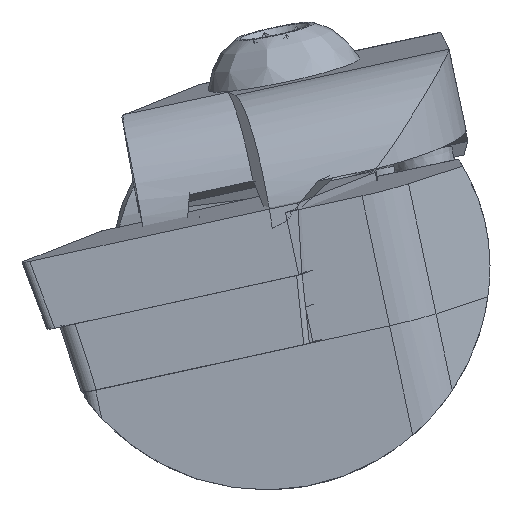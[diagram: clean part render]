
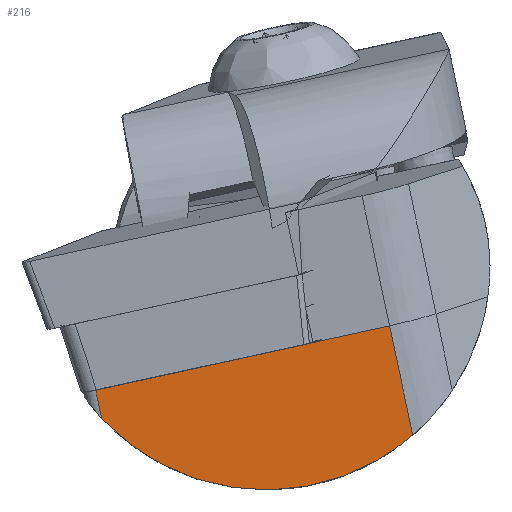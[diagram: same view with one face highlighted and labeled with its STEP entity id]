
A CAD part, left-side view. The second image highlights one B-rep face of the part: STEP entity #216.
In plain terms, the highlighted planar face has unit normal (-0.993, -0.073, -0.091).
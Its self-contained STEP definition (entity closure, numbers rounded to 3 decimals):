
#216=ADVANCED_FACE('',(#360),#305,.F.);
#305=PLANE('',#1765);
#360=FACE_OUTER_BOUND('',#443,.T.);
#443=EDGE_LOOP('',(#643,#644,#645,#646,#647,#648));
#573=ELLIPSE('',#1764,15.405,15.3);
#643=ORIENTED_EDGE('',*,*,#1277,.F.);
#644=ORIENTED_EDGE('',*,*,#1252,.T.);
#645=ORIENTED_EDGE('',*,*,#1278,.T.);
#646=ORIENTED_EDGE('',*,*,#1279,.T.);
#647=ORIENTED_EDGE('',*,*,#1280,.T.);
#648=ORIENTED_EDGE('',*,*,#1275,.F.);
#1094=VERTEX_POINT('',#2376);
#1095=VERTEX_POINT('',#2378);
#1115=VERTEX_POINT('',#2818);
#1116=VERTEX_POINT('',#2820);
#1117=VERTEX_POINT('',#2828);
#1118=VERTEX_POINT('',#2830);
#1252=EDGE_CURVE('',#1095,#1094,#1487,.T.);
#1275=EDGE_CURVE('',#1115,#1116,#1494,.T.);
#1277=EDGE_CURVE('',#1095,#1115,#1495,.T.);
#1278=EDGE_CURVE('',#1094,#1117,#1496,.T.);
#1279=EDGE_CURVE('',#1117,#1118,#1497,.T.);
#1280=EDGE_CURVE('',#1118,#1116,#573,.T.);
#1487=LINE('',#2377,#1621);
#1494=LINE('',#2819,#1628);
#1495=LINE('',#2826,#1629);
#1496=LINE('',#2827,#1630);
#1497=LINE('',#2829,#1631);
#1621=VECTOR('',#1925,1.);
#1628=VECTOR('',#1942,1.);
#1629=VECTOR('',#1945,1.);
#1630=VECTOR('',#1946,1.);
#1631=VECTOR('',#1947,1.);
#1764=AXIS2_PLACEMENT_3D('',#2831,#1948,#1949);
#1765=AXIS2_PLACEMENT_3D('',#2832,#1950,#1951);
#1925=DIRECTION('',(-0.052,0.976,-0.213));
#1942=DIRECTION('',(0.105,-0.207,-0.973));
#1945=DIRECTION('',(0.052,-0.976,0.213));
#1946=DIRECTION('',(-0.052,0.976,-0.213));
#1947=DIRECTION('',(0.105,-0.207,-0.973));
#1948=DIRECTION('',(-0.993,-0.073,-0.091));
#1949=DIRECTION('',(-0.117,0.62,0.776));
#1950=DIRECTION('',(0.993,0.073,0.091));
#1951=DIRECTION('',(0.091,0.,-0.996));
#2376=CARTESIAN_POINT('',(-160.007,-10.148,-5.288));
#2377=CARTESIAN_POINT('',(-160.785,4.44,-8.472));
#2378=CARTESIAN_POINT('',(-159.993,-10.407,-5.232));
#2818=CARTESIAN_POINT('',(-159.715,-15.63,-4.091));
#2819=CARTESIAN_POINT('',(-194.706,53.588,321.554));
#2820=CARTESIAN_POINT('',(-158.913,-17.217,-11.556));
#2826=CARTESIAN_POINT('',(-160.785,4.44,-8.472));
#2827=CARTESIAN_POINT('',(-160.785,4.44,-8.472));
#2828=CARTESIAN_POINT('',(-160.785,4.44,-8.472));
#2829=CARTESIAN_POINT('',(-195.777,73.658,317.173));
#2830=CARTESIAN_POINT('',(-160.578,4.029,-10.404));
#2831=CARTESIAN_POINT('',(-160.71,-7.189,0.));
#2832=CARTESIAN_POINT('',(-195.777,73.658,317.173));
